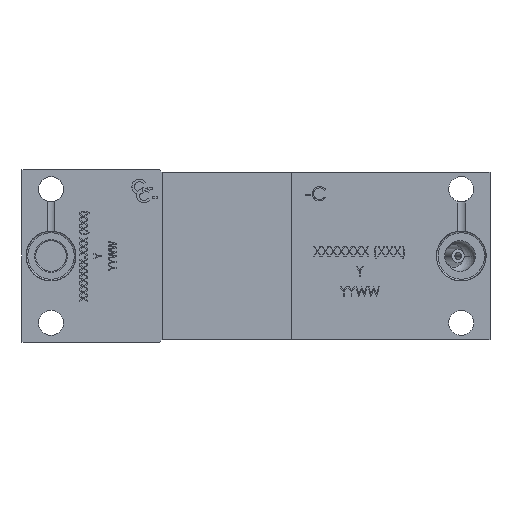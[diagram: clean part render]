
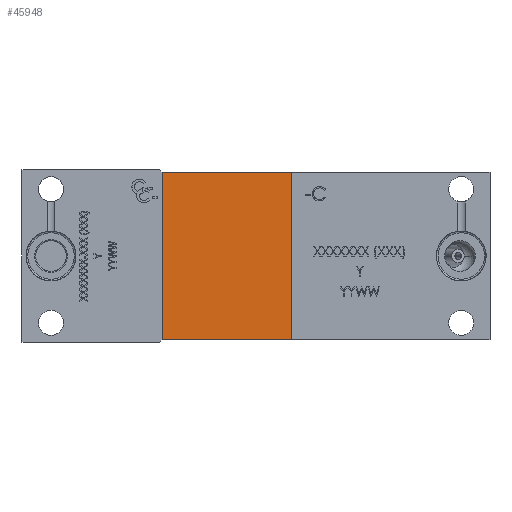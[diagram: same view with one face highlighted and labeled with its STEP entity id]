
A CAD part, front view. The second image highlights one B-rep face of the part: STEP entity #45948.
In plain terms, the highlighted planar face has unit normal (0, -1, 0).
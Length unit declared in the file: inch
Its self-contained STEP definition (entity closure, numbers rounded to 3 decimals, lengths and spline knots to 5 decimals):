
#1601 = DIRECTION ( 'NONE',  ( 0., 0., 1. ) ) ;
#4045 = CARTESIAN_POINT ( 'NONE',  ( -1.45907, -0.11192, 0.74 ) ) ;
#4869 = VECTOR ( 'NONE', #38102, 39.37008 ) ;
#7575 = ORIENTED_EDGE ( 'NONE', *, *, #34624, .F. ) ;
#9598 = EDGE_CURVE ( 'NONE', #46596, #44631, #43737, .T. ) ;
#9785 = DIRECTION ( 'NONE',  ( 0., 1., 0. ) ) ;
#12844 = LINE ( 'NONE', #34633, #23485 ) ;
#14141 = CARTESIAN_POINT ( 'NONE',  ( -0.31907, -0.11192, 0.74 ) ) ;
#15239 = FACE_OUTER_BOUND ( 'NONE', #50084, .T. ) ;
#15431 = CARTESIAN_POINT ( 'NONE',  ( -0.31907, -0.11192, -0.74 ) ) ;
#16275 = VERTEX_POINT ( 'NONE', #57290 ) ;
#19353 = VECTOR ( 'NONE', #48912, 39.37008 ) ;
#22475 = CARTESIAN_POINT ( 'NONE',  ( -1.45907, -0.11192, 0.74 ) ) ;
#23485 = VECTOR ( 'NONE', #1601, 39.37008 ) ;
#25026 = EDGE_CURVE ( 'NONE', #54593, #46596, #12844, .T. ) ;
#33354 = AXIS2_PLACEMENT_3D ( 'NONE', #45565, #9785, #41608 ) ;
#34624 = EDGE_CURVE ( 'NONE', #16275, #54593, #43600, .T. ) ;
#34633 = CARTESIAN_POINT ( 'NONE',  ( -1.45907, -0.11192, -0.74 ) ) ;
#36068 = ORIENTED_EDGE ( 'NONE', *, *, #25026, .F. ) ;
#36385 = ORIENTED_EDGE ( 'NONE', *, *, #41984, .F. ) ;
#38102 = DIRECTION ( 'NONE',  ( 0., 0., -1. ) ) ;
#40703 = ORIENTED_EDGE ( 'NONE', *, *, #9598, .F. ) ;
#41203 = LINE ( 'NONE', #15431, #4869 ) ;
#41410 = PLANE ( 'NONE',  #33354 ) ;
#41608 = DIRECTION ( 'NONE',  ( 0., 0., 1. ) ) ;
#41984 = EDGE_CURVE ( 'NONE', #44631, #16275, #41203, .T. ) ;
#43600 = LINE ( 'NONE', #44352, #19353 ) ;
#43737 = LINE ( 'NONE', #22475, #54380 ) ;
#44352 = CARTESIAN_POINT ( 'NONE',  ( -1.45907, -0.11192, -0.74 ) ) ;
#44631 = VERTEX_POINT ( 'NONE', #14141 ) ;
#45565 = CARTESIAN_POINT ( 'NONE',  ( -1.45907, -0.11192, 0.74 ) ) ;
#45948 = ADVANCED_FACE ( 'NONE', ( #15239 ), #41410, .F. ) ;
#46596 = VERTEX_POINT ( 'NONE', #4045 ) ;
#48912 = DIRECTION ( 'NONE',  ( -1., 0., 0. ) ) ;
#50084 = EDGE_LOOP ( 'NONE', ( #36068, #7575, #36385, #40703 ) ) ;
#54380 = VECTOR ( 'NONE', #58855, 39.37008 ) ;
#54593 = VERTEX_POINT ( 'NONE', #56757 ) ;
#56757 = CARTESIAN_POINT ( 'NONE',  ( -1.45907, -0.11192, -0.74 ) ) ;
#57290 = CARTESIAN_POINT ( 'NONE',  ( -0.31907, -0.11192, -0.74 ) ) ;
#58855 = DIRECTION ( 'NONE',  ( 1., 0., 0. ) ) ;
